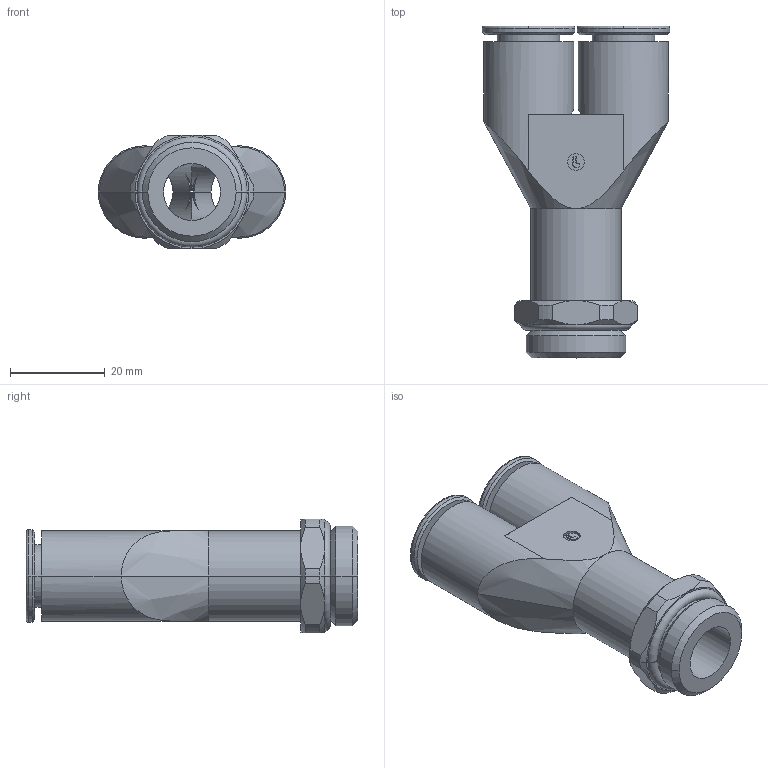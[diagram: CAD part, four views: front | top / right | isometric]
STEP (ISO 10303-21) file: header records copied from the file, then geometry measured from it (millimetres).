
FILE_DESCRIPTION(('STEP AP214'),'1');
FILE_NAME('3158_12_21.stp','2016-07-07T14:20:55',('TraceParts'),('TraceParts S.A.'),'Spatial InterOp 3D',' ',' ');
FILE_SCHEMA(('automotive_design'));
Length unit declared in the file: millimetre
Products named in the file (1): 1
Bounding box: 39.5 x 70 x 24 mm (x, y, z)
Volume: 19198 mm3; surface area: 11352 mm2
Topology: 1 solids, 1 shells, 121 faces, 306 edges, 192 vertices
Faces by surface type: cylinder 46, plane 41, cone 28, torus 6
Entity records: 4056 total; most frequent: CARTESIAN_POINT 1076, DIRECTION 671, ORIENTED_EDGE 612, EDGE_CURVE 306, AXIS2_PLACEMENT_3D 279, VERTEX_POINT 192, EDGE_LOOP 134, CIRCLE 127
